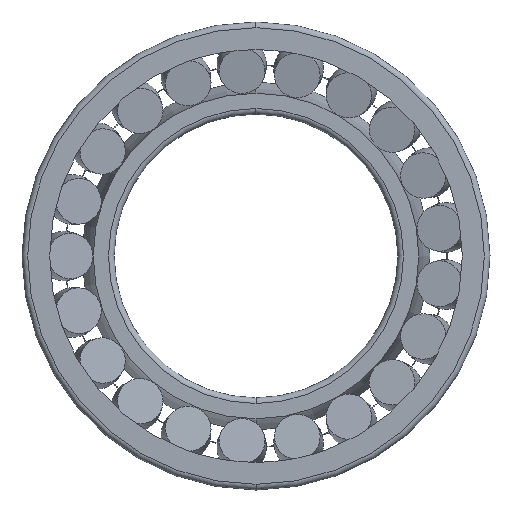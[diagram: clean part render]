
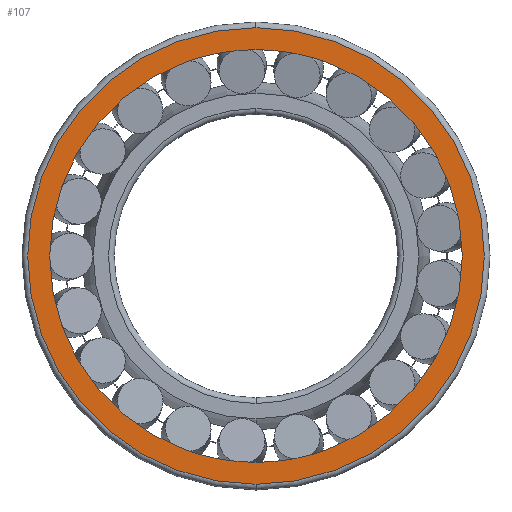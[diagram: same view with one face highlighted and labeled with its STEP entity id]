
A CAD part, left-side view. The second image highlights one B-rep face of the part: STEP entity #107.
In plain terms, the highlighted planar face has unit normal (-1, 0, 0).
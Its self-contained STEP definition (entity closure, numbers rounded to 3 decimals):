
#107=ADVANCED_FACE('',(#439,#440),#441,.T.);
#439=FACE_OUTER_BOUND('',#1108,.T.);
#440=FACE_BOUND('',#1109,.T.);
#441=PLANE('',#1110);
#1108=EDGE_LOOP('',(#2004,#2005,#2006));
#1109=EDGE_LOOP('',(#2007,#2008,#2009));
#1110=AXIS2_PLACEMENT_3D('',#2010,#2011,#2012);
#2004=ORIENTED_EDGE('',*,*,#4180,.F.);
#2005=ORIENTED_EDGE('',*,*,#4179,.F.);
#2006=ORIENTED_EDGE('',*,*,#4207,.F.);
#2007=ORIENTED_EDGE('',*,*,#4211,.T.);
#2008=ORIENTED_EDGE('',*,*,#4162,.T.);
#2009=ORIENTED_EDGE('',*,*,#4212,.T.);
#2010=CARTESIAN_POINT('',(0.,76.622,0.0));
#2011=DIRECTION('',(-1.0,0.,0.0));
#2012=DIRECTION('',(0.,-1.0,0.0));
#4162=EDGE_CURVE('',#4968,#4965,#4969,.T.);
#4179=EDGE_CURVE('',#4999,#5002,#5003,.T.);
#4180=EDGE_CURVE('',#5002,#5004,#5005,.T.);
#4207=EDGE_CURVE('',#5004,#4999,#5042,.T.);
#4211=EDGE_CURVE('',#5047,#4968,#5048,.T.);
#4212=EDGE_CURVE('',#4965,#5047,#5049,.T.);
#4965=VERTEX_POINT('',#6310);
#4968=VERTEX_POINT('',#6313);
#4969=CIRCLE('',#6314,72.743);
#4999=VERTEX_POINT('',#6346);
#5002=VERTEX_POINT('',#6349);
#5003=CIRCLE('',#6350,80.5);
#5004=VERTEX_POINT('',#6351);
#5005=CIRCLE('',#6352,80.5);
#5042=CIRCLE('',#6465,80.5);
#5047=VERTEX_POINT('',#6470);
#5048=CIRCLE('',#6471,72.743);
#5049=CIRCLE('',#6472,72.743);
#6310=CARTESIAN_POINT('',(0.,0.,-72.743));
#6313=CARTESIAN_POINT('',(0.,0.,72.743));
#6314=AXIS2_PLACEMENT_3D('',#13116,#13117,#13118);
#6346=CARTESIAN_POINT('',(0.0,0.,-80.5));
#6349=CARTESIAN_POINT('',(0.0,80.5,0.0));
#6350=AXIS2_PLACEMENT_3D('',#13163,#13164,#13165);
#6351=CARTESIAN_POINT('',(0.0,0.,80.5));
#6352=AXIS2_PLACEMENT_3D('',#13166,#13167,#13168);
#6465=AXIS2_PLACEMENT_3D('',#13220,#13221,#13222);
#6470=CARTESIAN_POINT('',(0.,72.743,0.0));
#6471=AXIS2_PLACEMENT_3D('',#13232,#13233,#13234);
#6472=AXIS2_PLACEMENT_3D('',#13235,#13236,#13237);
#13116=CARTESIAN_POINT('',(0.,0.0,0.0));
#13117=DIRECTION('',(1.0,0.0,0.0));
#13118=DIRECTION('',(0.0,1.0,0.0));
#13163=CARTESIAN_POINT('',(0.0,0.0,0.0));
#13164=DIRECTION('',(1.0,0.0,0.0));
#13165=DIRECTION('',(0.0,1.0,0.0));
#13166=CARTESIAN_POINT('',(0.0,0.0,0.0));
#13167=DIRECTION('',(1.0,0.0,0.0));
#13168=DIRECTION('',(0.0,1.0,0.0));
#13220=CARTESIAN_POINT('',(0.0,0.0,0.0));
#13221=DIRECTION('',(1.0,0.0,0.0));
#13222=DIRECTION('',(0.0,1.0,0.0));
#13232=CARTESIAN_POINT('',(0.,0.0,0.0));
#13233=DIRECTION('',(1.0,0.0,0.0));
#13234=DIRECTION('',(0.0,1.0,0.0));
#13235=CARTESIAN_POINT('',(0.,0.0,0.0));
#13236=DIRECTION('',(1.0,0.0,0.0));
#13237=DIRECTION('',(0.0,1.0,0.0));
